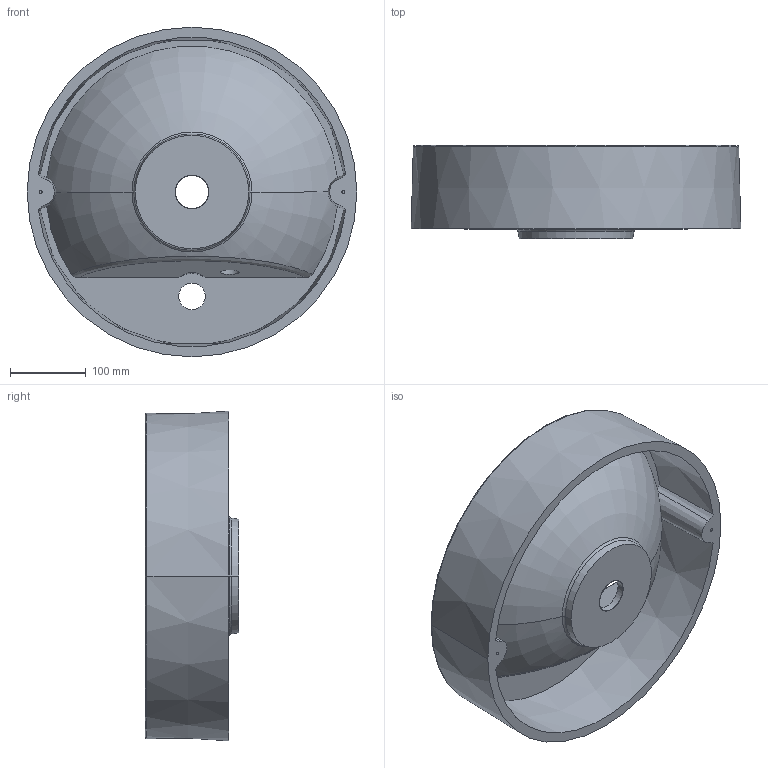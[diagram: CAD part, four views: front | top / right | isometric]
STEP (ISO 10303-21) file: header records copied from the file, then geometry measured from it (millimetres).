
FILE_DESCRIPTION (( 'STEP AP203' ), '1' );
FILE_NAME ('6229350411.step', '2020-12-18T12:35:56', ( 'admin' ), ( '' ), 'SwSTEP 2.0', 'SolidWorks 2019', '' );
FILE_SCHEMA (( 'CONFIG_CONTROL_DESIGN' ));
Length unit declared in the file: millimetre
Products named in the file (1): 6229350411
Bounding box: 435.76 x 123 x 435.76 mm (x, y, z)
Volume: 4329701.4 mm3; surface area: 658004.9 mm2
Topology: 1 solids, 1 shells, 53 faces, 123 edges, 76 vertices
Faces by surface type: cone 15, torus 13, cylinder 11, plane 10, bspline 4
Entity records: 2472 total; most frequent: CARTESIAN_POINT 1174, DIRECTION 276, ORIENTED_EDGE 246, AXIS2_PLACEMENT_3D 126, EDGE_CURVE 123, VERTEX_POINT 76, CIRCLE 76, EDGE_LOOP 63
